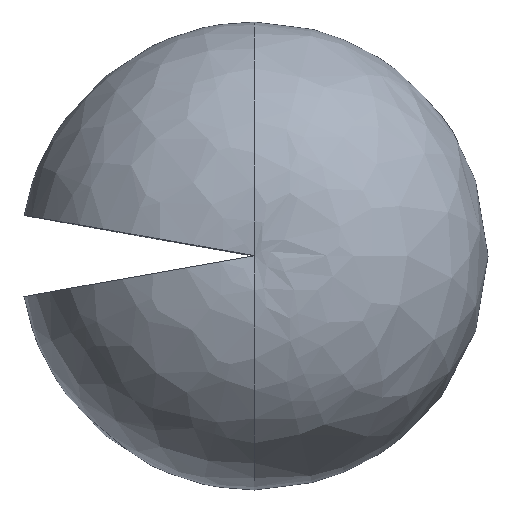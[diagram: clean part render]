
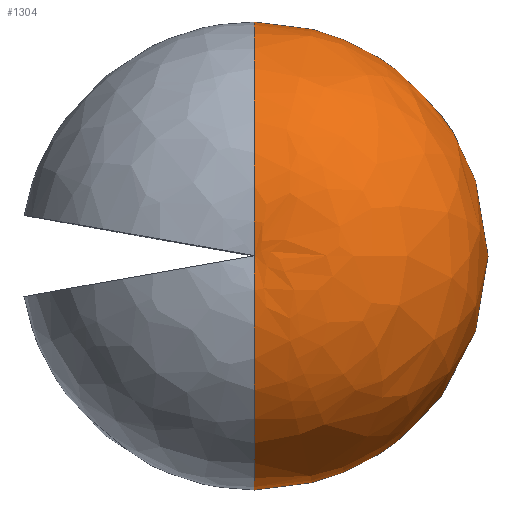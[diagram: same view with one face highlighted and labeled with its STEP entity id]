
A CAD part, top view. The second image highlights one B-rep face of the part: STEP entity #1304.
In plain terms, the highlighted free-form (B-spline) face has degree [3, 3] with [4, 4] control points.
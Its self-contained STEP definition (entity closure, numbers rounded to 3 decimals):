
#4 = VERTEX_POINT ( 'NONE', #1027 ) ;
#22 = AXIS2_PLACEMENT_3D ( 'NONE', #715, #534, #53 ) ;
#53 = DIRECTION ( 'NONE',  ( 0., 1., 0. ) ) ;
#62 = CARTESIAN_POINT ( 'NONE',  ( 0., -320., 680. ) ) ;
#68 = DIRECTION ( 'NONE',  ( -1., 0., 0. ) ) ;
#70 = DIRECTION ( 'NONE',  ( 0., -1., 0. ) ) ;
#95 = CIRCLE ( 'NONE', #22, 1862. ) ;
#123 = AXIS2_PLACEMENT_3D ( 'NONE', #980, #978, #951 ) ;
#248 = CIRCLE ( 'NONE', #771, 1862. ) ;
#296 = EDGE_CURVE ( 'NONE', #4, #599, #454, .T. ) ;
#454 = CIRCLE ( 'NONE', #123, 1516.871 ) ;
#497 = CARTESIAN_POINT ( 'NONE',  ( 0., 1516.871, -746.375 ) ) ;
#521 = CARTESIAN_POINT ( 'NONE',  ( 0., 1516.871, -746.375 ) ) ;
#534 = DIRECTION ( 'NONE',  ( 1., 0., 0. ) ) ;
#570 = ORIENTED_EDGE ( 'NONE', *, *, #891, .T. ) ;
#599 = VERTEX_POINT ( 'NONE', #521 ) ;
#613 = EDGE_LOOP ( 'NONE', ( #1074, #1113, #570 ) ) ;
#617 = CARTESIAN_POINT ( 'NONE',  ( 0., 0., 2514.297 ) ) ;
#715 = CARTESIAN_POINT ( 'NONE',  ( 0., 320., 680. ) ) ;
#762 = FACE_OUTER_BOUND ( 'NONE', #613, .T. ) ;
#771 = AXIS2_PLACEMENT_3D ( 'NONE', #62, #68, #70 ) ;
#891 = EDGE_CURVE ( 'NONE', #599, #958, #95, .T. ) ;
#951 = DIRECTION ( 'NONE',  ( 0., 1., 0. ) ) ;
#958 = VERTEX_POINT ( 'NONE', #617 ) ;
#978 = DIRECTION ( 'NONE',  ( 0., 0., 1. ) ) ;
#980 = CARTESIAN_POINT ( 'NONE',  ( 0., 0., -746.375 ) ) ;
#1027 = CARTESIAN_POINT ( 'NONE',  ( 0., -1516.871, -746.375 ) ) ;
#1074 = ORIENTED_EDGE ( 'NONE', *, *, #1098, .F. ) ;
#1098 = EDGE_CURVE ( 'NONE', #4, #958, #248, .T. ) ;
#1113 = ORIENTED_EDGE ( 'NONE', *, *, #296, .T. ) ;
#1264 = CARTESIAN_POINT ( 'NONE',  ( 0., 0., 2514.297 ) ) ;
#1270 = CARTESIAN_POINT ( 'NONE',  ( 0., 0., 2514.297 ) ) ;
#1272 = CARTESIAN_POINT ( 'NONE',  ( 0., 0., 2514.297 ) ) ;
#1277 = CARTESIAN_POINT ( 'NONE',  ( 0., -2331.671, 2921.065 ) ) ;
#1278 = CARTESIAN_POINT ( 'NONE',  ( 0., 0., 2514.297 ) ) ;
#1285 = CARTESIAN_POINT ( 'NONE',  ( 4663.341, -2331.671, 2921.065 ) ) ;
#1291 = CARTESIAN_POINT ( 'NONE',  ( 0., 2331.671, 2921.065 ) ) ;
#1292 = CARTESIAN_POINT ( 'NONE',  ( 4663.341, 2331.671, 2921.065 ) ) ;
#1299 = CARTESIAN_POINT ( 'NONE',  ( 0., -3330.01, 775.03 ) ) ;
#1301 = CARTESIAN_POINT ( 'NONE',  ( 6660.021, 3330.01, 775.03 ) ) ;
#1304 = ADVANCED_FACE ( 'NONE', ( #762 ), #1348, .T. ) ;
#1308 = CARTESIAN_POINT ( 'NONE',  ( 6660.021, -3330.01, 775.03 ) ) ;
#1315 = CARTESIAN_POINT ( 'NONE',  ( 0., 3330.01, 775.03 ) ) ;
#1316 = CARTESIAN_POINT ( 'NONE',  ( 3033.741, -1516.871, -746.375 ) ) ;
#1332 = CARTESIAN_POINT ( 'NONE',  ( 0., -1516.871, -746.375 ) ) ;
#1339 = CARTESIAN_POINT ( 'NONE',  ( 3033.741, 1516.871, -746.375 ) ) ;
#1348 =( BOUNDED_SURFACE ( )  B_SPLINE_SURFACE ( 3, 3, ( 
 ( #497, #1339, #1316, #1332 ),
 ( #1315, #1301, #1308, #1299 ),
 ( #1291, #1292, #1285, #1277 ),
 ( #1278, #1272, #1264, #1270 ) ),
 .UNSPECIFIED., .F., .F., .F. ) 
 B_SPLINE_SURFACE_WITH_KNOTS ( ( 4, 4 ),
 ( 4, 4 ),
 ( 0., 1. ),
 ( 0., 1. ),
 .UNSPECIFIED. ) 
 GEOMETRIC_REPRESENTATION_ITEM ( )  RATIONAL_B_SPLINE_SURFACE ( (
 ( 1., 0.333, 0.333, 1.),
 ( 0.506, 0.169, 0.169, 0.506),
 ( 0.506, 0.169, 0.169, 0.506),
 ( 1., 0.333, 0.333, 1.) ) ) 
 REPRESENTATION_ITEM ( '' )  SURFACE ( )  );
